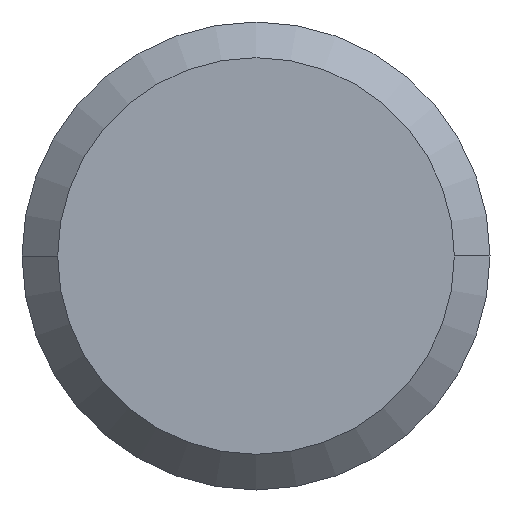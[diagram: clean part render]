
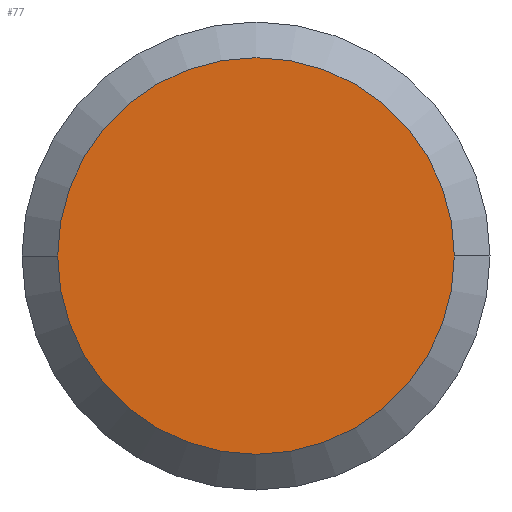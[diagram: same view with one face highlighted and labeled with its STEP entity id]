
A CAD part, left-side view. The second image highlights one B-rep face of the part: STEP entity #77.
In plain terms, the highlighted planar face has unit normal (-1, 0, 0).
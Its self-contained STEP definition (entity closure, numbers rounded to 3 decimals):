
#5 = AXIS2_PLACEMENT_3D ( 'NONE', #228, #338, #266 ) ;
#8 = DIRECTION ( 'NONE',  ( 0., -1., 0. ) ) ;
#16 = EDGE_LOOP ( 'NONE', ( #88, #406 ) ) ;
#77 = ADVANCED_FACE ( 'NONE', ( #301 ), #254, .T. ) ;
#78 = AXIS2_PLACEMENT_3D ( 'NONE', #117, #310, #142 ) ;
#88 = ORIENTED_EDGE ( 'NONE', *, *, #171, .F. ) ;
#97 = VERTEX_POINT ( 'NONE', #217 ) ;
#117 = CARTESIAN_POINT ( 'NONE',  ( 0., 0., 0. ) ) ;
#125 = CARTESIAN_POINT ( 'NONE',  ( 0., 0., 0. ) ) ;
#142 = DIRECTION ( 'NONE',  ( 0., 1., 0. ) ) ;
#160 = CIRCLE ( 'NONE', #78, 4.238 ) ;
#171 = EDGE_CURVE ( 'NONE', #303, #97, #160, .T. ) ;
#217 = CARTESIAN_POINT ( 'NONE',  ( 0., -4.238, 0. ) ) ;
#219 = AXIS2_PLACEMENT_3D ( 'NONE', #125, #360, #8 ) ;
#228 = CARTESIAN_POINT ( 'NONE',  ( 0., 0., 0. ) ) ;
#254 = PLANE ( 'NONE',  #219 ) ;
#266 = DIRECTION ( 'NONE',  ( 0., 1., 0. ) ) ;
#295 = CIRCLE ( 'NONE', #5, 4.238 ) ;
#301 = FACE_OUTER_BOUND ( 'NONE', #16, .T. ) ;
#303 = VERTEX_POINT ( 'NONE', #366 ) ;
#310 = DIRECTION ( 'NONE',  ( 1., 0., 0. ) ) ;
#332 = EDGE_CURVE ( 'NONE', #97, #303, #295, .T. ) ;
#338 = DIRECTION ( 'NONE',  ( 1., 0., 0. ) ) ;
#360 = DIRECTION ( 'NONE',  ( -1., 0., 0. ) ) ;
#366 = CARTESIAN_POINT ( 'NONE',  ( 0., 4.238, 0. ) ) ;
#406 = ORIENTED_EDGE ( 'NONE', *, *, #332, .F. ) ;
